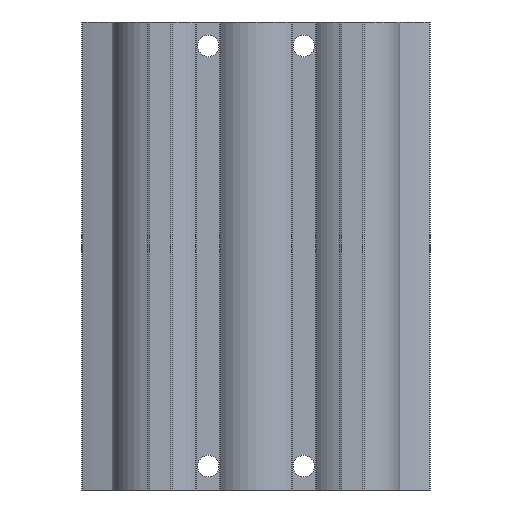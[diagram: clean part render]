
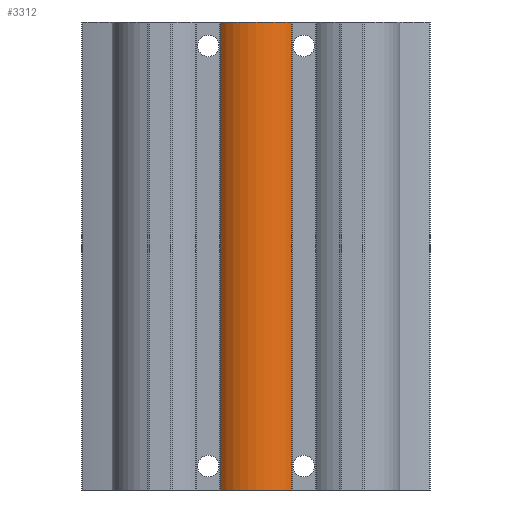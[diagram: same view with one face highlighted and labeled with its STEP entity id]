
A CAD part, front view. The second image highlights one B-rep face of the part: STEP entity #3312.
In plain terms, the highlighted cylindrical face has radius 10 mm (diameter 20 mm), a partial arc.
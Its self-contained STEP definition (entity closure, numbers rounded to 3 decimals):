
#119=CYLINDRICAL_SURFACE('',#3603,10.);
#269=LINE('',#5563,#501);
#270=LINE('',#5569,#502);
#501=VECTOR('',#4164,1000.);
#502=VECTOR('',#4171,1000.);
#845=ORIENTED_EDGE('',*,*,#1713,.F.);
#846=ORIENTED_EDGE('',*,*,#1712,.F.);
#847=ORIENTED_EDGE('',*,*,#1714,.T.);
#848=ORIENTED_EDGE('',*,*,#1715,.T.);
#1712=EDGE_CURVE('',#2138,#2137,#269,.T.);
#1713=EDGE_CURVE('',#2137,#2139,#2398,.T.);
#1714=EDGE_CURVE('',#2138,#2140,#2399,.T.);
#1715=EDGE_CURVE('',#2140,#2139,#270,.T.);
#2137=VERTEX_POINT('',#5560);
#2138=VERTEX_POINT('',#5562);
#2139=VERTEX_POINT('',#5566);
#2140=VERTEX_POINT('',#5568);
#2398=CIRCLE('',#3604,10.);
#2399=CIRCLE('',#3605,10.);
#2583=EDGE_LOOP('',(#845,#846,#847,#848));
#2921=FACE_BOUND('',#2583,.T.);
#3312=ADVANCED_FACE('',(#2921),#119,.T.);
#3603=AXIS2_PLACEMENT_3D('',#5564,#4165,#4166);
#3604=AXIS2_PLACEMENT_3D('',#5565,#4167,#4168);
#3605=AXIS2_PLACEMENT_3D('',#5567,#4169,#4170);
#4164=DIRECTION('',(0.,0.,1.));
#4165=DIRECTION('',(0.,0.,1.));
#4166=DIRECTION('',(1.,0.,0.));
#4167=DIRECTION('',(0.,0.,1.));
#4168=DIRECTION('',(1.,0.,0.));
#4169=DIRECTION('',(0.,0.,1.));
#4170=DIRECTION('',(1.,0.,0.));
#4171=DIRECTION('',(0.,0.,1.));
#5560=CARTESIAN_POINT('',(-7.491,4.375,0.));
#5562=CARTESIAN_POINT('',(-7.491,4.375,-98.));
#5563=CARTESIAN_POINT('',(-7.491,4.375,-98.));
#5564=CARTESIAN_POINT('',(0.,11.,-98.));
#5565=CARTESIAN_POINT('',(0.,11.,0.));
#5566=CARTESIAN_POINT('',(7.491,4.375,0.));
#5567=CARTESIAN_POINT('',(0.,11.,-98.));
#5568=CARTESIAN_POINT('',(7.491,4.375,-98.));
#5569=CARTESIAN_POINT('',(7.491,4.375,-98.));
